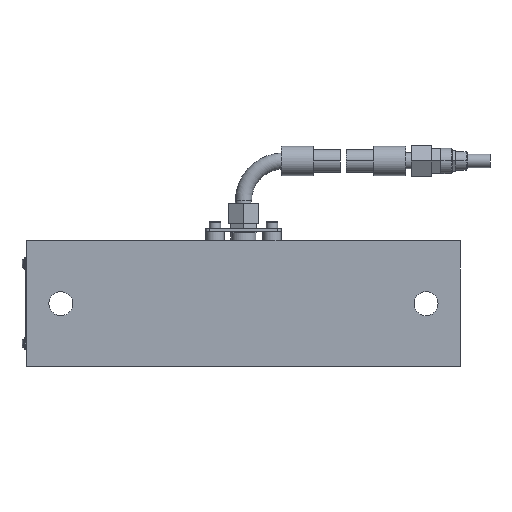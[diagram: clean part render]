
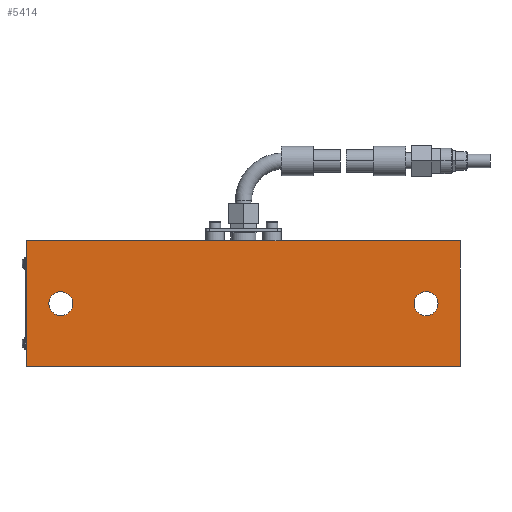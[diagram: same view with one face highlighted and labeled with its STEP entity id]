
A CAD part, front view. The second image highlights one B-rep face of the part: STEP entity #5414.
In plain terms, the highlighted planar face has unit normal (0, -1, 0).
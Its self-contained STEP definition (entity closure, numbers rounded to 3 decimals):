
#75 = ORIENTED_EDGE ( 'NONE', *, *, #4579, .F. ) ;
#197 = VECTOR ( 'NONE', #4693, 1000. ) ;
#407 = CARTESIAN_POINT ( 'NONE',  ( 160., -62.5, 0. ) ) ;
#475 = CARTESIAN_POINT ( 'NONE',  ( 160., -62.5, 10.5 ) ) ;
#545 = VECTOR ( 'NONE', #17458, 1000. ) ;
#640 = VERTEX_POINT ( 'NONE', #475 ) ;
#935 = VERTEX_POINT ( 'NONE', #13027 ) ;
#937 = CARTESIAN_POINT ( 'NONE',  ( -160., -62.5, 0. ) ) ;
#1030 = AXIS2_PLACEMENT_3D ( 'NONE', #18118, #15098, #2025 ) ;
#1870 = EDGE_CURVE ( 'NONE', #7971, #640, #8746, .T. ) ;
#1953 = CARTESIAN_POINT ( 'NONE',  ( 190., -62.5, 55. ) ) ;
#2025 = DIRECTION ( 'NONE',  ( 0., 0., -1. ) ) ;
#2291 = AXIS2_PLACEMENT_3D ( 'NONE', #2664, #18405, #17153 ) ;
#2664 = CARTESIAN_POINT ( 'NONE',  ( 160., -62.5, 0. ) ) ;
#2665 = VERTEX_POINT ( 'NONE', #1953 ) ;
#2719 = FACE_OUTER_BOUND ( 'NONE', #12914, .T. ) ;
#3011 = CARTESIAN_POINT ( 'NONE',  ( 190., -62.5, -55. ) ) ;
#3105 = EDGE_CURVE ( 'NONE', #2665, #15722, #8960, .T. ) ;
#3778 = AXIS2_PLACEMENT_3D ( 'NONE', #5093, #9296, #16539 ) ;
#3831 = CARTESIAN_POINT ( 'NONE',  ( -190., -62.5, -55. ) ) ;
#4105 = CIRCLE ( 'NONE', #14454, 10.5 ) ;
#4534 = AXIS2_PLACEMENT_3D ( 'NONE', #937, #13879, #11015 ) ;
#4577 = VERTEX_POINT ( 'NONE', #6111 ) ;
#4579 = EDGE_CURVE ( 'NONE', #640, #7971, #4105, .T. ) ;
#4629 = VERTEX_POINT ( 'NONE', #4696 ) ;
#4693 = DIRECTION ( 'NONE',  ( 0., 0., 1. ) ) ;
#4696 = CARTESIAN_POINT ( 'NONE',  ( -160., -62.5, -10.5 ) ) ;
#5093 = CARTESIAN_POINT ( 'NONE',  ( 0., -62.5, 0. ) ) ;
#5271 = ORIENTED_EDGE ( 'NONE', *, *, #3105, .F. ) ;
#5414 = ADVANCED_FACE ( 'NONE', ( #14259, #18558, #2719 ), #15089, .T. ) ;
#5462 = EDGE_LOOP ( 'NONE', ( #8069, #75 ) ) ;
#6111 = CARTESIAN_POINT ( 'NONE',  ( -190., -62.5, -55. ) ) ;
#6559 = CARTESIAN_POINT ( 'NONE',  ( -190., -62.5, 55. ) ) ;
#6580 = EDGE_CURVE ( 'NONE', #4629, #15334, #9524, .T. ) ;
#7588 = ORIENTED_EDGE ( 'NONE', *, *, #7984, .F. ) ;
#7741 = DIRECTION ( 'NONE',  ( 0., 0., -1. ) ) ;
#7971 = VERTEX_POINT ( 'NONE', #10232 ) ;
#7984 = EDGE_CURVE ( 'NONE', #4577, #935, #13103, .T. ) ;
#8069 = ORIENTED_EDGE ( 'NONE', *, *, #1870, .F. ) ;
#8746 = CIRCLE ( 'NONE', #2291, 10.5 ) ;
#8910 = EDGE_CURVE ( 'NONE', #935, #2665, #15074, .T. ) ;
#8960 = LINE ( 'NONE', #10464, #545 ) ;
#8967 = ORIENTED_EDGE ( 'NONE', *, *, #6580, .F. ) ;
#9146 = DIRECTION ( 'NONE',  ( 0., -1., 0. ) ) ;
#9242 = ORIENTED_EDGE ( 'NONE', *, *, #8910, .F. ) ;
#9296 = DIRECTION ( 'NONE',  ( 0., -1., 0. ) ) ;
#9524 = CIRCLE ( 'NONE', #4534, 10.5 ) ;
#9690 = DIRECTION ( 'NONE',  ( -1., 0., 0. ) ) ;
#10232 = CARTESIAN_POINT ( 'NONE',  ( 160., -62.5, -10.5 ) ) ;
#10464 = CARTESIAN_POINT ( 'NONE',  ( 190., -62.5, 55. ) ) ;
#11015 = DIRECTION ( 'NONE',  ( 0., 0., -1. ) ) ;
#12879 = CIRCLE ( 'NONE', #1030, 10.5 ) ;
#12914 = EDGE_LOOP ( 'NONE', ( #5271, #9242, #7588, #16363 ) ) ;
#13027 = CARTESIAN_POINT ( 'NONE',  ( -190., -62.5, 55. ) ) ;
#13103 = LINE ( 'NONE', #17699, #197 ) ;
#13308 = EDGE_CURVE ( 'NONE', #15722, #4577, #17618, .T. ) ;
#13547 = DIRECTION ( 'NONE',  ( 1., 0., 0. ) ) ;
#13879 = DIRECTION ( 'NONE',  ( 0., -1., 0. ) ) ;
#14259 = FACE_BOUND ( 'NONE', #14733, .T. ) ;
#14454 = AXIS2_PLACEMENT_3D ( 'NONE', #407, #9146, #7741 ) ;
#14733 = EDGE_LOOP ( 'NONE', ( #8967, #17585 ) ) ;
#15038 = CARTESIAN_POINT ( 'NONE',  ( -160., -62.5, 10.5 ) ) ;
#15074 = LINE ( 'NONE', #6559, #17995 ) ;
#15089 = PLANE ( 'NONE',  #3778 ) ;
#15098 = DIRECTION ( 'NONE',  ( 0., -1., 0. ) ) ;
#15334 = VERTEX_POINT ( 'NONE', #15038 ) ;
#15344 = EDGE_CURVE ( 'NONE', #15334, #4629, #12879, .T. ) ;
#15722 = VERTEX_POINT ( 'NONE', #3011 ) ;
#16058 = VECTOR ( 'NONE', #9690, 1000. ) ;
#16363 = ORIENTED_EDGE ( 'NONE', *, *, #13308, .F. ) ;
#16539 = DIRECTION ( 'NONE',  ( 0., 0., -1. ) ) ;
#17153 = DIRECTION ( 'NONE',  ( 0., 0., -1. ) ) ;
#17458 = DIRECTION ( 'NONE',  ( 0., 0., -1. ) ) ;
#17585 = ORIENTED_EDGE ( 'NONE', *, *, #15344, .F. ) ;
#17618 = LINE ( 'NONE', #3831, #16058 ) ;
#17699 = CARTESIAN_POINT ( 'NONE',  ( -190., -62.5, 55. ) ) ;
#17995 = VECTOR ( 'NONE', #13547, 1000. ) ;
#18118 = CARTESIAN_POINT ( 'NONE',  ( -160., -62.5, 0. ) ) ;
#18405 = DIRECTION ( 'NONE',  ( 0., -1., 0. ) ) ;
#18558 = FACE_BOUND ( 'NONE', #5462, .T. ) ;
